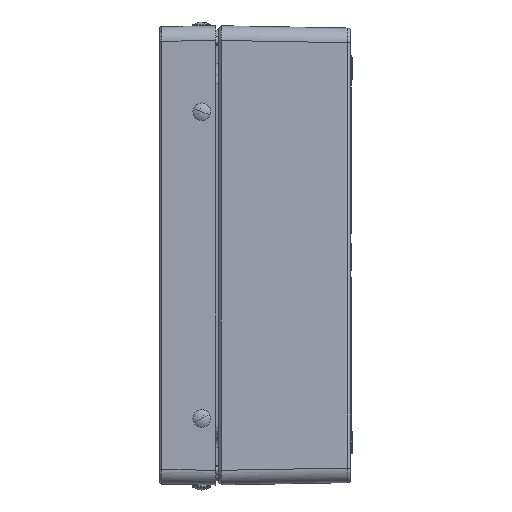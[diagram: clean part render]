
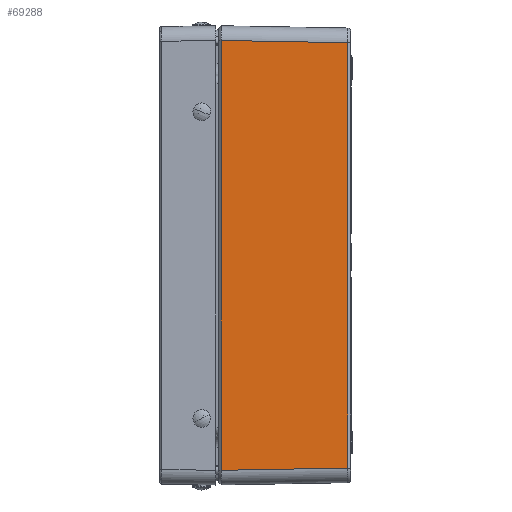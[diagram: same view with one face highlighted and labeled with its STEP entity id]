
A CAD part, left-side view. The second image highlights one B-rep face of the part: STEP entity #69288.
In plain terms, the highlighted planar face has unit normal (-1, -0.018, 0).
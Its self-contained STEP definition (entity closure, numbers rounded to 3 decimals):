
#2636 = CARTESIAN_POINT ( 'NONE',  ( -201.969, -1.769, 146.47 ) ) ;
#10079 = VECTOR ( 'NONE', #38893, 1000. ) ;
#10335 = VERTEX_POINT ( 'NONE', #40637 ) ;
#11213 = EDGE_CURVE ( 'NONE', #66142, #19075, #28920, .T. ) ;
#12835 = DIRECTION ( 'NONE',  ( -1., -0.018, 0. ) ) ;
#13517 = LINE ( 'NONE', #65981, #10079 ) ;
#14749 = EDGE_CURVE ( 'NONE', #10335, #66142, #65471, .T. ) ;
#19075 = VERTEX_POINT ( 'NONE', #2636 ) ;
#22035 = FACE_OUTER_BOUND ( 'NONE', #52669, .T. ) ;
#23959 = PLANE ( 'NONE',  #38148 ) ;
#24311 = CARTESIAN_POINT ( 'NONE',  ( -201.969, -1.769, -146.47 ) ) ;
#28920 = LINE ( 'NONE', #41840, #57750 ) ;
#29412 = DIRECTION ( 'NONE',  ( 0.018, -1., 0. ) ) ;
#29736 = ORIENTED_EDGE ( 'NONE', *, *, #11213, .T. ) ;
#30925 = DIRECTION ( 'NONE',  ( -0.018, 1., 0.018 ) ) ;
#31231 = EDGE_CURVE ( 'NONE', #19075, #41188, #13517, .T. ) ;
#32671 = VECTOR ( 'NONE', #49137, 1000. ) ;
#34296 = ORIENTED_EDGE ( 'NONE', *, *, #31231, .T. ) ;
#38148 = AXIS2_PLACEMENT_3D ( 'NONE', #50999, #12835, #29412 ) ;
#38289 = VECTOR ( 'NONE', #53967, 1000. ) ;
#38893 = DIRECTION ( 'NONE',  ( 0., 0., -1. ) ) ;
#40637 = CARTESIAN_POINT ( 'NONE',  ( -200.435, -88.036, -144.937 ) ) ;
#41188 = VERTEX_POINT ( 'NONE', #24311 ) ;
#41840 = CARTESIAN_POINT ( 'NONE',  ( -201.904, -5.383, 146.406 ) ) ;
#45856 = EDGE_CURVE ( 'NONE', #41188, #10335, #48818, .T. ) ;
#48818 = LINE ( 'NONE', #60008, #32671 ) ;
#49137 = DIRECTION ( 'NONE',  ( 0.018, -1., 0.018 ) ) ;
#50999 = CARTESIAN_POINT ( 'NONE',  ( -202., 0., -156.5 ) ) ;
#52669 = EDGE_LOOP ( 'NONE', ( #69931, #68881, #29736, #34296 ) ) ;
#53484 = CARTESIAN_POINT ( 'NONE',  ( -200.435, -88.036, -156.5 ) ) ;
#53967 = DIRECTION ( 'NONE',  ( 0., 0., 1. ) ) ;
#57750 = VECTOR ( 'NONE', #30925, 1000. ) ;
#58141 = CARTESIAN_POINT ( 'NONE',  ( -200.435, -88.036, 144.937 ) ) ;
#60008 = CARTESIAN_POINT ( 'NONE',  ( -202.003, 0.178, -146.505 ) ) ;
#65471 = LINE ( 'NONE', #53484, #38289 ) ;
#65981 = CARTESIAN_POINT ( 'NONE',  ( -201.969, -1.769, -156.5 ) ) ;
#66142 = VERTEX_POINT ( 'NONE', #58141 ) ;
#68881 = ORIENTED_EDGE ( 'NONE', *, *, #14749, .T. ) ;
#69288 = ADVANCED_FACE ( 'NONE', ( #22035 ), #23959, .T. ) ;
#69931 = ORIENTED_EDGE ( 'NONE', *, *, #45856, .T. ) ;
